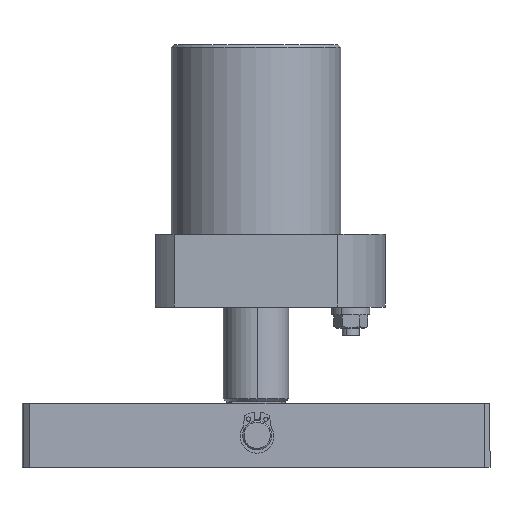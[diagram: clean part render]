
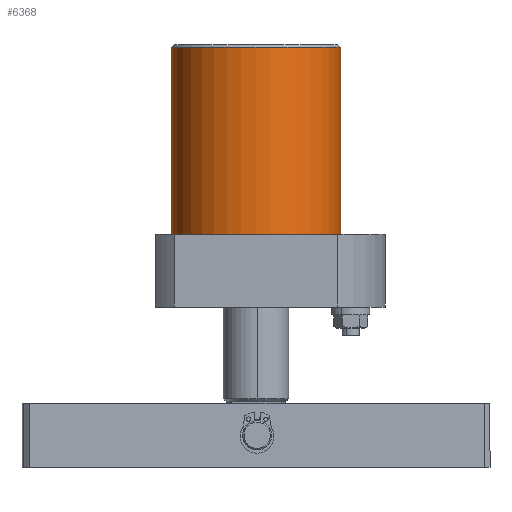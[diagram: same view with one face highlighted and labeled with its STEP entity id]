
A CAD part, front view. The second image highlights one B-rep face of the part: STEP entity #6368.
In plain terms, the highlighted cylindrical face has radius 29 mm (diameter 58 mm), a partial arc.
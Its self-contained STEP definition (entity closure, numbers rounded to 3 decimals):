
#150 = CARTESIAN_POINT ( 'NONE',  ( -29., 0., 89. ) ) ;
#193 = CARTESIAN_POINT ( 'NONE',  ( 29., 0., 25. ) ) ;
#207 = CARTESIAN_POINT ( 'NONE',  ( -29., 0., 25. ) ) ;
#725 = EDGE_CURVE ( 'NONE', #7289, #4942, #7933, .T. ) ;
#841 = EDGE_CURVE ( 'NONE', #4956, #4942, #6330, .T. ) ;
#1662 = EDGE_CURVE ( 'NONE', #4757, #4956, #6344, .T. ) ;
#1699 = EDGE_CURVE ( 'NONE', #7289, #4757, #7947, .T. ) ;
#2692 = CARTESIAN_POINT ( 'NONE',  ( 29., 0., 89. ) ) ;
#3198 = AXIS2_PLACEMENT_3D ( 'NONE', #5676, #5672, #5668 ) ;
#3769 = DIRECTION ( 'NONE',  ( 0., 0., -1. ) ) ;
#3786 = DIRECTION ( 'NONE',  ( 1., 0., 0. ) ) ;
#3788 = DIRECTION ( 'NONE',  ( 0., 0., -1. ) ) ;
#3789 = CARTESIAN_POINT ( 'NONE',  ( 0., 0., 89. ) ) ;
#3794 = CARTESIAN_POINT ( 'NONE',  ( 0., 0., 25. ) ) ;
#3800 = DIRECTION ( 'NONE',  ( 0., 0., 1. ) ) ;
#3837 = CARTESIAN_POINT ( 'NONE',  ( -29., 0., 90. ) ) ;
#3928 = DIRECTION ( 'NONE',  ( 1., 0., 0. ) ) ;
#4121 = FACE_OUTER_BOUND ( 'NONE', #4784, .T. ) ;
#4128 = CYLINDRICAL_SURFACE ( 'NONE', #3198, 29. ) ;
#4757 = VERTEX_POINT ( 'NONE', #150 ) ;
#4766 = ORIENTED_EDGE ( 'NONE', *, *, #1662, .T. ) ;
#4767 = ORIENTED_EDGE ( 'NONE', *, *, #841, .T. ) ;
#4768 = ORIENTED_EDGE ( 'NONE', *, *, #725, .F. ) ;
#4770 = ORIENTED_EDGE ( 'NONE', *, *, #1699, .T. ) ;
#4784 = EDGE_LOOP ( 'NONE', ( #4768, #4770, #4766, #4767 ) ) ;
#4942 = VERTEX_POINT ( 'NONE', #193 ) ;
#4956 = VERTEX_POINT ( 'NONE', #207 ) ;
#5668 = DIRECTION ( 'NONE',  ( -1., 0., 0. ) ) ;
#5672 = DIRECTION ( 'NONE',  ( 0., 0., -1. ) ) ;
#5676 = CARTESIAN_POINT ( 'NONE',  ( 0., 0., 90. ) ) ;
#6330 = CIRCLE ( 'NONE', #6899, 29. ) ;
#6344 = LINE ( 'NONE', #3837, #6357 ) ;
#6346 = VECTOR ( 'NONE', #7404, 1000. ) ;
#6357 = VECTOR ( 'NONE', #3769, 1000. ) ;
#6368 = ADVANCED_FACE ( 'NONE', ( #4121 ), #4128, .T. ) ;
#6899 = AXIS2_PLACEMENT_3D ( 'NONE', #3794, #3800, #3786 ) ;
#6926 = AXIS2_PLACEMENT_3D ( 'NONE', #3789, #3788, #3928 ) ;
#7289 = VERTEX_POINT ( 'NONE', #2692 ) ;
#7404 = DIRECTION ( 'NONE',  ( 0., 0., -1. ) ) ;
#7562 = CARTESIAN_POINT ( 'NONE',  ( 29., 0., 90. ) ) ;
#7933 = LINE ( 'NONE', #7562, #6346 ) ;
#7947 = CIRCLE ( 'NONE', #6926, 29. ) ;
